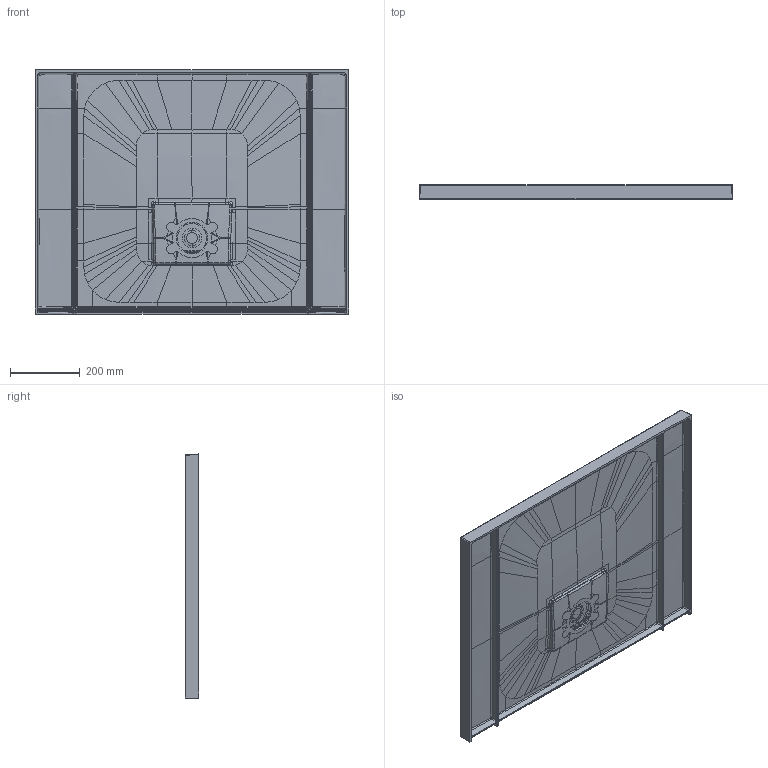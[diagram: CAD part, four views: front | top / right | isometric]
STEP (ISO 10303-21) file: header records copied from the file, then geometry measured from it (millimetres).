
FILE_DESCRIPTION((''),'2;1');
FILE_NAME('UDQ9070SQI2BV_ASM','2023-04-25T09:26:58',('GrootJ'),('Villeroy & Boch Wellness bv'),'CREO PARAMETRIC BY PTC INC, 2022414','CREO PARAMETRIC BY PTC INC, 2022414','');
FILE_SCHEMA(('AP242_MANAGED_MODEL_BASED_3D_ENGINEERING_MIM_LF { 1 0 10303 442 1 1 4 }'));
Products named in the file (41): UDQ9070SQI2BV_SQUARO_INFINITY_1; V3P1304-101_1_1_2_3_4_5_6_7_8_9; V3P1304-102_1_1_2_3_4_5_6_7___1; V3P1304-102_1_1_2_3_4_5_6_7___2; V3P1304-102_1_1_2_3_4_5_6_7__10_ASM; V3P1304-106_1_1_2_3_4_5_6_7_8_9; V3P1304-103_1_1_2_3_4_5_6_7_8_9; V3P1304-104_1_1_2_3_4_5_6_7_8_9; V3P1304-105_1_1_2_3_4_5_6_7_8_9; INFINITY_DEKSEL-GLIMLIJN_0607_9_ASM; LOGO_INFINITY_06072022_1_1__125; LOGO_INFINITY_06072022_1_1__126; LOGO_INFINITY_06072022_1_1__127; LOGO_INFINITY_06072022_1_1__128; LOGO_INFINITY_06072022_1_1__129; LOGO_INFINITY_06072022_1_1__130; LOGO_INFINITY_06072022_1_1__131; LOGO_INFINITY_06072022_1_1__132; LOGO_INFINITY_06072022_1_1__133; LOGO_INFINITY_06072022_1_1__134; LOGO_INFINITY_06072022_1_1__135; LOGO_INFINITY_06072022_1_1__136; LOGO_INFINITY_06072022_1_1__137; LOGO_INFINITY_06072022_1_1__138; LOGO_INFINITY_06072022_1_1__139; LOGO_INFINITY_06072022_1_1__140; LOGO_INFINITY_06072022_1_1__141; LOGO_INFINITY_06072022_1_1__142; LOGO_INFINITY_06072022_1_1__143; LOGO_INFINITY_06072022_1_1__144; LOGO_INFINITY_06072022_1_1__145; LOGO_INFINITY_06072022_1_1__146; LOGO_INFINITY_06072022_1_1__147; LOGO_INFINITY_06072022_1_1__148; LOGO_INFINITY_06072022_1_1__149; LOGO_INFINITY_06072022_1_1__150; LOGO_INFINITY_06072022_1_1__151; LOGO_INFINITY_06072022_1_1__152; LOGO_INFINITY_06072022_1_1__124_ASM; UDQ9070SQI2BV-SQUARO-INFINITY_A_ASM ...
Assembly tree (43 placements, depth 5):
  UDQ9070SQI2BV_ASM
    UDQ9070SQI2BV-SQUARO-INFINITY_A_ASM
      UDQ9070SQI2BV_SQUARO_INFINITY_1
      INFINITY_DEKSEL-GLIMLIJN_0607_9_ASM
        V3P1304-101_1_1_2_3_4_5_6_7_8_9
        V3P1304-102_1_1_2_3_4_5_6_7__10_ASM
          V3P1304-102_1_1_2_3_4_5_6_7___1
          V3P1304-102_1_1_2_3_4_5_6_7___2
        V3P1304-106_1_1_2_3_4_5_6_7_8_9  x4
        V3P1304-103_1_1_2_3_4_5_6_7_8_9
        V3P1304-104_1_1_2_3_4_5_6_7_8_9
        V3P1304-105_1_1_2_3_4_5_6_7_8_9
      LOGO_INFINITY_06072022_1_1__124_ASM
        LOGO_INFINITY_06072022_1_1__125
        LOGO_INFINITY_06072022_1_1__126
        LOGO_INFINITY_06072022_1_1__127
        LOGO_INFINITY_06072022_1_1__128
        LOGO_INFINITY_06072022_1_1__129
        LOGO_INFINITY_06072022_1_1__130
        LOGO_INFINITY_06072022_1_1__131
        LOGO_INFINITY_06072022_1_1__132
        LOGO_INFINITY_06072022_1_1__133
        LOGO_INFINITY_06072022_1_1__134
        LOGO_INFINITY_06072022_1_1__135
        LOGO_INFINITY_06072022_1_1__136
        LOGO_INFINITY_06072022_1_1__137
        LOGO_INFINITY_06072022_1_1__138
        LOGO_INFINITY_06072022_1_1__139
        LOGO_INFINITY_06072022_1_1__140
        LOGO_INFINITY_06072022_1_1__141
        LOGO_INFINITY_06072022_1_1__142
        LOGO_INFINITY_06072022_1_1__143
        LOGO_INFINITY_06072022_1_1__144
        LOGO_INFINITY_06072022_1_1__145
        LOGO_INFINITY_06072022_1_1__146
        LOGO_INFINITY_06072022_1_1__147
        LOGO_INFINITY_06072022_1_1__148
        LOGO_INFINITY_06072022_1_1__149
        LOGO_INFINITY_06072022_1_1__150
        LOGO_INFINITY_06072022_1_1__151
        LOGO_INFINITY_06072022_1_1__152
Bounding box: 900 x 40 x 700 mm (x, y, z)
Volume: 10904664.6 mm3; surface area: 1622682.4 mm2
Topology: 39 solids, 40 shells, 5875 faces, 14361 edges, 8262 vertices
Faces by surface type: cylinder 1885, bspline 1806, plane 1192, torus 331, sphere 288, extrusion 224, cone 143, revolution 6
Entity records: 292516 total; most frequent: CARTESIAN_POINT 161864, ORIENTED_EDGE 27938, DIRECTION 18144, EDGE_CURVE 13971, VERTEX_POINT 8202, B_SPLINE_CURVE_WITH_KNOTS 6916, AXIS2_PLACEMENT_3D 6629, EDGE_LOOP 5901
